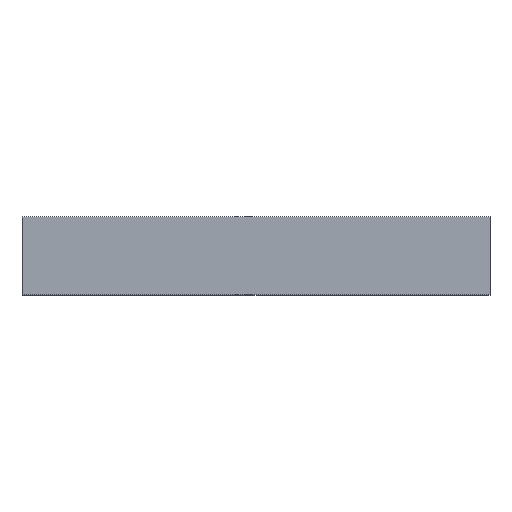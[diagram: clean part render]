
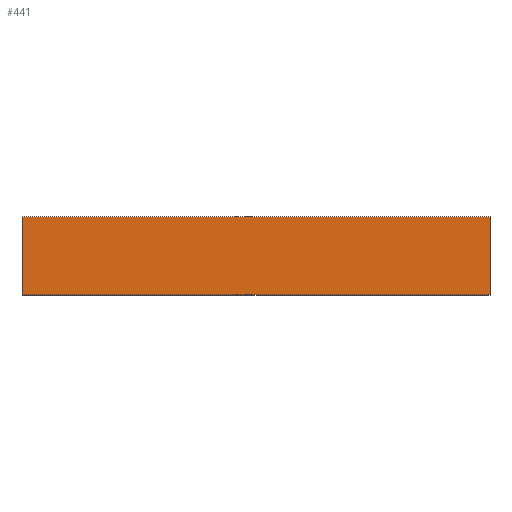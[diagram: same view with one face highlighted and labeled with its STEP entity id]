
A CAD part, top view. The second image highlights one B-rep face of the part: STEP entity #441.
In plain terms, the highlighted planar face has unit normal (0, 0, 1).
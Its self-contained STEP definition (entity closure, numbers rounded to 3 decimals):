
#441=ADVANCED_FACE($,(#765),#3855,.T.);
#765=FACE_OUTER_BOUND($,#1145,.T.);
#1145=EDGE_LOOP($,(#2444,#2445,#2446,#2447));
#2444=ORIENTED_EDGE($,*,*,#3123,.F.);
#2445=ORIENTED_EDGE($,*,*,#3122,.F.);
#2446=ORIENTED_EDGE($,*,*,#3121,.F.);
#2447=ORIENTED_EDGE($,*,*,#3120,.F.);
#3120=EDGE_CURVE($,#3530,#3531,#4504,.T.);
#3121=EDGE_CURVE($,#3531,#3532,#4505,.T.);
#3122=EDGE_CURVE($,#3532,#3533,#4506,.T.);
#3123=EDGE_CURVE($,#3533,#3530,#4507,.T.);
#3530=VERTEX_POINT($,#9894);
#3531=VERTEX_POINT($,#9895);
#3532=VERTEX_POINT($,#9896);
#3533=VERTEX_POINT($,#9897);
#3855=PLANE($,#4707);
#4504=B_SPLINE_CURVE_WITH_KNOTS($,1,(#9820,#9821),.UNSPECIFIED.,.F.,.F.,
(2,2),(0.,400.),.UNSPECIFIED.);
#4505=B_SPLINE_CURVE_WITH_KNOTS($,1,(#9822,#9823),.UNSPECIFIED.,.F.,.F.,
(2,2),(0.,2400.),.UNSPECIFIED.);
#4506=B_SPLINE_CURVE_WITH_KNOTS($,1,(#9824,#9825),.UNSPECIFIED.,.F.,.F.,
(2,2),(0.,400.),.UNSPECIFIED.);
#4507=B_SPLINE_CURVE_WITH_KNOTS($,1,(#9826,#9827),.UNSPECIFIED.,.F.,.F.,
(2,2),(0.,2400.),.UNSPECIFIED.);
#4707=AXIS2_PLACEMENT_3D($,#9873,#4812,$);
#4812=DIRECTION($,(0.,0.,1.));
#9820=CARTESIAN_POINT($,(-100.,250.,845.));
#9821=CARTESIAN_POINT($,(-100.,650.,845.));
#9822=CARTESIAN_POINT($,(-100.,650.,845.));
#9823=CARTESIAN_POINT($,(2300.,650.,845.));
#9824=CARTESIAN_POINT($,(2300.,650.,845.));
#9825=CARTESIAN_POINT($,(2300.,250.,845.));
#9826=CARTESIAN_POINT($,(2300.,250.,845.));
#9827=CARTESIAN_POINT($,(-100.,250.,845.));
#9873=CARTESIAN_POINT($,(-100.,250.,845.));
#9894=CARTESIAN_POINT($,(-100.,250.,845.));
#9895=CARTESIAN_POINT($,(-100.,650.,845.));
#9896=CARTESIAN_POINT($,(2300.,650.,845.));
#9897=CARTESIAN_POINT($,(2300.,250.,845.));
